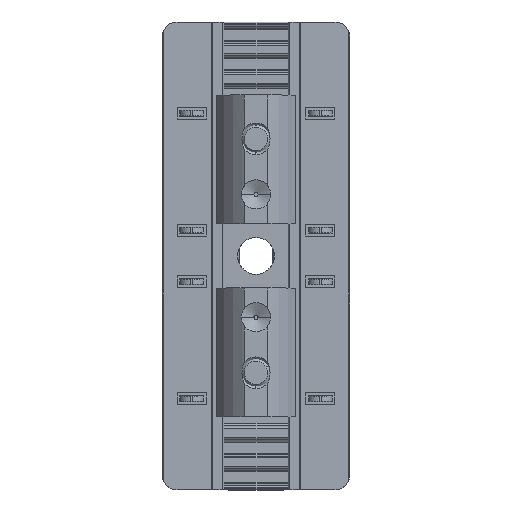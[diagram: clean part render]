
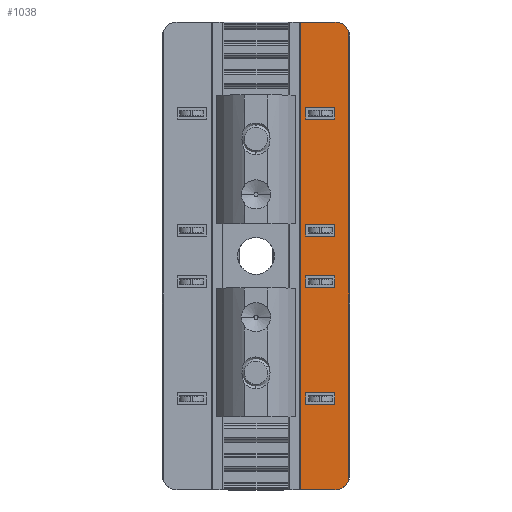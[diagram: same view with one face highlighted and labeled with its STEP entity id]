
A CAD part, top view. The second image highlights one B-rep face of the part: STEP entity #1038.
In plain terms, the highlighted planar face has unit normal (0, 0, 1).
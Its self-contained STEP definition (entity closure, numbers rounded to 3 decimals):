
#1038=ADVANCED_FACE('NONE',(#2565,#2566,#2567,#2568,#2569),#2570,.F.);
#2565=FACE_OUTER_BOUND('',#4647,.T.);
#2566=FACE_BOUND('',#4648,.T.);
#2567=FACE_BOUND('',#4649,.T.);
#2568=FACE_BOUND('',#4650,.T.);
#2569=FACE_BOUND('',#4651,.T.);
#2570=PLANE('',#4652);
#4647=EDGE_LOOP('',(#8608,#8609,#8610,#8611,#8612,#8613));
#4648=EDGE_LOOP('',(#8614,#8615,#8616,#8617));
#4649=EDGE_LOOP('',(#8618,#8619,#8620,#8621));
#4650=EDGE_LOOP('',(#8622,#8623,#8624,#8625));
#4651=EDGE_LOOP('',(#8626,#8627,#8628,#8629));
#4652=AXIS2_PLACEMENT_3D('',#8630,#8631,#8632);
#8608=ORIENTED_EDGE('',*,*,#13628,.T.);
#8609=ORIENTED_EDGE('',*,*,#13964,.T.);
#8610=ORIENTED_EDGE('',*,*,#13965,.T.);
#8611=ORIENTED_EDGE('',*,*,#13966,.T.);
#8612=ORIENTED_EDGE('',*,*,#13581,.F.);
#8613=ORIENTED_EDGE('',*,*,#13967,.T.);
#8614=ORIENTED_EDGE('',*,*,#13968,.F.);
#8615=ORIENTED_EDGE('',*,*,#13969,.F.);
#8616=ORIENTED_EDGE('',*,*,#13970,.F.);
#8617=ORIENTED_EDGE('',*,*,#13971,.F.);
#8618=ORIENTED_EDGE('',*,*,#13972,.T.);
#8619=ORIENTED_EDGE('',*,*,#13973,.T.);
#8620=ORIENTED_EDGE('',*,*,#13974,.T.);
#8621=ORIENTED_EDGE('',*,*,#13975,.T.);
#8622=ORIENTED_EDGE('',*,*,#13976,.T.);
#8623=ORIENTED_EDGE('',*,*,#13977,.T.);
#8624=ORIENTED_EDGE('',*,*,#13978,.T.);
#8625=ORIENTED_EDGE('',*,*,#13979,.T.);
#8626=ORIENTED_EDGE('',*,*,#13980,.T.);
#8627=ORIENTED_EDGE('',*,*,#13981,.T.);
#8628=ORIENTED_EDGE('',*,*,#13982,.T.);
#8629=ORIENTED_EDGE('',*,*,#13983,.T.);
#8630=CARTESIAN_POINT('',(7.5,40.,2.7));
#8631=DIRECTION('',(0.,0.,-1.0));
#8632=DIRECTION('',(-1.0,0.0,0.));
#13581=EDGE_CURVE('NONE',#16317,#16319,#16320,.T.);
#13628=EDGE_CURVE('NONE',#16410,#16408,#16411,.T.);
#13964=EDGE_CURVE('NONE',#16408,#16972,#16973,.T.);
#13965=EDGE_CURVE('NONE',#16972,#16974,#16975,.T.);
#13966=EDGE_CURVE('NONE',#16974,#16319,#16976,.T.);
#13967=EDGE_CURVE('NONE',#16317,#16410,#16977,.T.);
#13968=EDGE_CURVE('NONE',#16978,#16979,#16980,.T.);
#13969=EDGE_CURVE('NONE',#16981,#16978,#16982,.T.);
#13970=EDGE_CURVE('NONE',#16983,#16981,#16984,.T.);
#13971=EDGE_CURVE('NONE',#16979,#16983,#16985,.T.);
#13972=EDGE_CURVE('NONE',#16986,#16987,#16988,.T.);
#13973=EDGE_CURVE('NONE',#16987,#16989,#16990,.T.);
#13974=EDGE_CURVE('NONE',#16989,#16991,#16992,.T.);
#13975=EDGE_CURVE('NONE',#16991,#16986,#16993,.T.);
#13976=EDGE_CURVE('NONE',#16994,#16995,#16996,.T.);
#13977=EDGE_CURVE('NONE',#16995,#16997,#16998,.T.);
#13978=EDGE_CURVE('NONE',#16997,#16999,#17000,.T.);
#13979=EDGE_CURVE('NONE',#16999,#16994,#17001,.T.);
#13980=EDGE_CURVE('NONE',#17002,#17003,#17004,.T.);
#13981=EDGE_CURVE('NONE',#17003,#17005,#17006,.T.);
#13982=EDGE_CURVE('NONE',#17005,#17007,#17008,.T.);
#13983=EDGE_CURVE('NONE',#17007,#17002,#17009,.T.);
#16317=VERTEX_POINT('NONE',#20681);
#16319=VERTEX_POINT('NONE',#20683);
#16320=LINE('',#20684,#20685);
#16408=VERTEX_POINT('NONE',#20811);
#16410=VERTEX_POINT('NONE',#20814);
#16411=LINE('',#20815,#20816);
#16972=VERTEX_POINT('NONE',#21581);
#16973=CIRCLE('',#21582,2.5);
#16974=VERTEX_POINT('NONE',#21583);
#16975=LINE('',#21584,#21585);
#16976=CIRCLE('',#21586,2.5);
#16977=LINE('',#21587,#21588);
#16978=VERTEX_POINT('NONE',#21589);
#16979=VERTEX_POINT('NONE',#21590);
#16980=LINE('',#21591,#21592);
#16981=VERTEX_POINT('NONE',#21593);
#16982=LINE('',#21594,#21595);
#16983=VERTEX_POINT('NONE',#21596);
#16984=LINE('',#21597,#21598);
#16985=LINE('',#21599,#21600);
#16986=VERTEX_POINT('NONE',#21601);
#16987=VERTEX_POINT('NONE',#21602);
#16988=LINE('',#21603,#21604);
#16989=VERTEX_POINT('NONE',#21605);
#16990=LINE('',#21606,#21607);
#16991=VERTEX_POINT('NONE',#21608);
#16992=LINE('',#21609,#21610);
#16993=LINE('',#21611,#21612);
#16994=VERTEX_POINT('NONE',#21613);
#16995=VERTEX_POINT('NONE',#21614);
#16996=LINE('',#21615,#21616);
#16997=VERTEX_POINT('NONE',#21617);
#16998=LINE('',#21618,#21619);
#16999=VERTEX_POINT('NONE',#21620);
#17000=LINE('',#21621,#21622);
#17001=LINE('',#21623,#21624);
#17002=VERTEX_POINT('NONE',#21625);
#17003=VERTEX_POINT('NONE',#21626);
#17004=LINE('',#21627,#21628);
#17005=VERTEX_POINT('NONE',#21629);
#17006=LINE('',#21630,#21631);
#17007=VERTEX_POINT('NONE',#21632);
#17008=LINE('',#21633,#21634);
#17009=LINE('',#21635,#21636);
#20681=CARTESIAN_POINT('',(7.6,40.,2.7));
#20683=CARTESIAN_POINT('',(13.5,40.,2.7));
#20684=CARTESIAN_POINT('',(0.,40.,2.7));
#20685=VECTOR('',#25431,1000.0);
#20811=CARTESIAN_POINT('',(13.5,-40.0,2.7));
#20814=CARTESIAN_POINT('',(7.6,-40.0,2.7));
#20815=CARTESIAN_POINT('',(7.5,-40.0,2.7));
#20816=VECTOR('',#25489,1000.0);
#21581=CARTESIAN_POINT('',(15.9,-38.2,2.7));
#21582=AXIS2_PLACEMENT_3D('',#25940,#25941,#25942);
#21583=CARTESIAN_POINT('',(15.9,38.2,2.7));
#21584=CARTESIAN_POINT('',(15.9,40.,2.7));
#21585=VECTOR('',#25943,1000.0);
#21586=AXIS2_PLACEMENT_3D('',#25944,#25945,#25946);
#21587=CARTESIAN_POINT('',(7.6,-40.0,2.7));
#21588=VECTOR('',#25947,1000.0);
#21589=CARTESIAN_POINT('',(8.5,5.4,2.7));
#21590=CARTESIAN_POINT('',(8.5,3.4,2.7));
#21591=CARTESIAN_POINT('',(8.5,5.4,2.7));
#21592=VECTOR('',#25948,1000.0);
#21593=CARTESIAN_POINT('',(13.5,5.4,2.7));
#21594=CARTESIAN_POINT('',(13.5,5.4,2.7));
#21595=VECTOR('',#25949,1000.0);
#21596=CARTESIAN_POINT('',(13.5,3.4,2.7));
#21597=CARTESIAN_POINT('',(13.5,3.4,2.7));
#21598=VECTOR('',#25950,1000.0);
#21599=CARTESIAN_POINT('',(8.5,3.4,2.7));
#21600=VECTOR('',#25951,1000.0);
#21601=CARTESIAN_POINT('',(8.5,-5.4,2.7));
#21602=CARTESIAN_POINT('',(8.5,-3.4,2.7));
#21603=CARTESIAN_POINT('',(8.5,40.,2.7));
#21604=VECTOR('',#25952,1000.0);
#21605=CARTESIAN_POINT('',(13.5,-3.4,2.7));
#21606=CARTESIAN_POINT('',(7.5,-3.4,2.7));
#21607=VECTOR('',#25953,1000.0);
#21608=CARTESIAN_POINT('',(13.5,-5.4,2.7));
#21609=CARTESIAN_POINT('',(13.5,40.,2.7));
#21610=VECTOR('',#25954,1000.0);
#21611=CARTESIAN_POINT('',(7.5,-5.4,2.7));
#21612=VECTOR('',#25955,1000.0);
#21613=CARTESIAN_POINT('',(8.5,23.4,2.7));
#21614=CARTESIAN_POINT('',(8.5,25.4,2.7));
#21615=CARTESIAN_POINT('',(8.5,40.,2.7));
#21616=VECTOR('',#25956,1000.0);
#21617=CARTESIAN_POINT('',(13.5,25.4,2.7));
#21618=CARTESIAN_POINT('',(7.5,25.4,2.7));
#21619=VECTOR('',#25957,1000.0);
#21620=CARTESIAN_POINT('',(13.5,23.4,2.7));
#21621=CARTESIAN_POINT('',(13.5,40.,2.7));
#21622=VECTOR('',#25958,1000.0);
#21623=CARTESIAN_POINT('',(7.5,23.4,2.7));
#21624=VECTOR('',#25959,1000.0);
#21625=CARTESIAN_POINT('',(8.5,-25.4,2.7));
#21626=CARTESIAN_POINT('',(8.5,-23.4,2.7));
#21627=CARTESIAN_POINT('',(8.5,40.,2.7));
#21628=VECTOR('',#25960,1000.0);
#21629=CARTESIAN_POINT('',(13.5,-23.4,2.7));
#21630=CARTESIAN_POINT('',(7.5,-23.4,2.7));
#21631=VECTOR('',#25961,1000.0);
#21632=CARTESIAN_POINT('',(13.5,-25.4,2.7));
#21633=CARTESIAN_POINT('',(13.5,40.,2.7));
#21634=VECTOR('',#25962,1000.0);
#21635=CARTESIAN_POINT('',(7.5,-25.4,2.7));
#21636=VECTOR('',#25963,1000.0);
#25431=DIRECTION('',(1.0,0.,0.));
#25489=DIRECTION('',(1.0,0.,0.));
#25940=CARTESIAN_POINT('',(13.5,-37.5,2.7));
#25941=DIRECTION('',(0.,0.,1.0));
#25942=DIRECTION('',(0.,1.0,0.));
#25943=DIRECTION('',(0.,1.0,0.));
#25944=CARTESIAN_POINT('',(13.5,37.5,2.7));
#25945=DIRECTION('',(0.,0.,1.0));
#25946=DIRECTION('',(0.,1.0,0.));
#25947=DIRECTION('',(0.,-1.0,0.));
#25948=DIRECTION('',(0.,-1.0,0.0));
#25949=DIRECTION('',(-1.0,0.,0.0));
#25950=DIRECTION('',(0.,1.0,0.0));
#25951=DIRECTION('',(1.0,0.,0.0));
#25952=DIRECTION('',(0.,1.0,0.));
#25953=DIRECTION('',(1.0,0.,0.));
#25954=DIRECTION('',(0.,-1.0,0.));
#25955=DIRECTION('',(-1.0,0.,0.));
#25956=DIRECTION('',(0.,1.0,0.));
#25957=DIRECTION('',(1.0,0.,0.));
#25958=DIRECTION('',(0.,-1.0,0.));
#25959=DIRECTION('',(-1.0,0.,0.));
#25960=DIRECTION('',(0.,1.0,0.));
#25961=DIRECTION('',(1.0,0.,0.));
#25962=DIRECTION('',(0.,-1.0,0.));
#25963=DIRECTION('',(-1.0,0.,0.));
